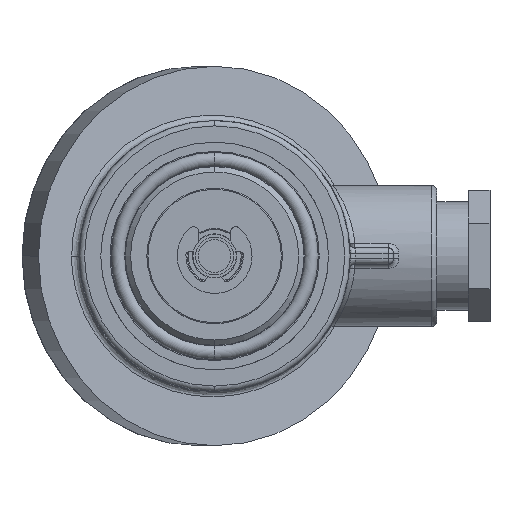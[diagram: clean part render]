
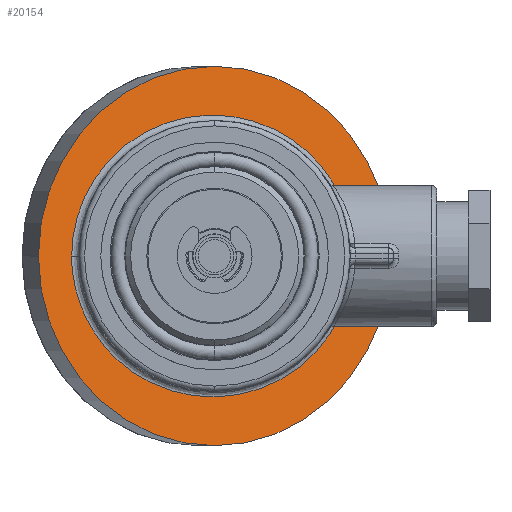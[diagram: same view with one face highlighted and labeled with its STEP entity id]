
A CAD part, front view. The second image highlights one B-rep face of the part: STEP entity #20154.
In plain terms, the highlighted planar face has unit normal (0.371, -0.928, 0).
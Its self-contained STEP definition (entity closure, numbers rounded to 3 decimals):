
#333 = ORIENTED_EDGE ( 'NONE', *, *, #4799, .F. ) ;
#341 = CARTESIAN_POINT ( 'NONE',  ( -26.371, 55.451, -52. ) ) ;
#1010 = VERTEX_POINT ( 'NONE', #7311 ) ;
#2203 =( BOUNDED_CURVE ( )  B_SPLINE_CURVE ( 3, ( #3326, #4834, #15304, #3428 ),
 .UNSPECIFIED., .F., .F. ) 
 B_SPLINE_CURVE_WITH_KNOTS ( ( 4, 4 ),
 ( 3.142, 6.283 ),
 .UNSPECIFIED. ) 
 CURVE ( )  GEOMETRIC_REPRESENTATION_ITEM ( )  RATIONAL_B_SPLINE_CURVE ( ( 1., 0.333, 0.333, 1. ) ) 
 REPRESENTATION_ITEM ( '' )  );
#2483 = ORIENTED_EDGE ( 'NONE', *, *, #7397, .T. ) ;
#2531 = PLANE ( 'NONE',  #21770 ) ;
#2624 = DIRECTION ( 'NONE',  ( -0.371, 0.928, 0. ) ) ;
#2783 = EDGE_CURVE ( 'NONE', #1010, #10828, #11240, .T. ) ;
#3218 = EDGE_LOOP ( 'NONE', ( #2483, #5425 ) ) ;
#3326 = CARTESIAN_POINT ( 'NONE',  ( -26.371, 55.451, 0. ) ) ;
#3428 = CARTESIAN_POINT ( 'NONE',  ( 25.629, 76.251, 0. ) ) ;
#4222 = DIRECTION ( 'NONE',  ( -0.928, -0.371, 0. ) ) ;
#4226 = CARTESIAN_POINT ( 'NONE',  ( -26.371, 55.451, 0. ) ) ;
#4799 = EDGE_CURVE ( 'NONE', #10828, #1010, #18755, .T. ) ;
#4834 = CARTESIAN_POINT ( 'NONE',  ( -26.371, 55.451, 52. ) ) ;
#5169 =( BOUNDED_CURVE ( )  B_SPLINE_CURVE ( 3, ( #8711, #21041, #341, #17832 ),
 .UNSPECIFIED., .F., .F. ) 
 B_SPLINE_CURVE_WITH_KNOTS ( ( 4, 4 ),
 ( 0., 3.142 ),
 .UNSPECIFIED. ) 
 CURVE ( )  GEOMETRIC_REPRESENTATION_ITEM ( )  RATIONAL_B_SPLINE_CURVE ( ( 1., 0.333, 0.333, 1. ) ) 
 REPRESENTATION_ITEM ( '' )  );
#5425 = ORIENTED_EDGE ( 'NONE', *, *, #14136, .T. ) ;
#5560 = VERTEX_POINT ( 'NONE', #4226 ) ;
#5879 = CARTESIAN_POINT ( 'NONE',  ( 0., 66., 0. ) ) ;
#7311 = CARTESIAN_POINT ( 'NONE',  ( 32.497, 78.999, 0. ) ) ;
#7397 = EDGE_CURVE ( 'NONE', #18298, #5560, #5169, .T. ) ;
#7683 = CARTESIAN_POINT ( 'NONE',  ( 0., 66., 0. ) ) ;
#8711 = CARTESIAN_POINT ( 'NONE',  ( 25.629, 76.251, 0. ) ) ;
#9402 = DIRECTION ( 'NONE',  ( -0.928, -0.371, 0. ) ) ;
#9522 = DIRECTION ( 'NONE',  ( -0.371, 0.928, 0. ) ) ;
#9728 = FACE_OUTER_BOUND ( 'NONE', #20193, .T. ) ;
#10828 = VERTEX_POINT ( 'NONE', #20352 ) ;
#11098 = CARTESIAN_POINT ( 'NONE',  ( 0., 66., 0. ) ) ;
#11240 = CIRCLE ( 'NONE', #11980, 35. ) ;
#11980 = AXIS2_PLACEMENT_3D ( 'NONE', #5879, #16672, #14711 ) ;
#13549 = CARTESIAN_POINT ( 'NONE',  ( 25.629, 76.251, 0. ) ) ;
#14136 = EDGE_CURVE ( 'NONE', #5560, #18298, #2203, .T. ) ;
#14344 = AXIS2_PLACEMENT_3D ( 'NONE', #7683, #2624, #4222 ) ;
#14711 = DIRECTION ( 'NONE',  ( -0.928, -0.371, 0. ) ) ;
#15304 = CARTESIAN_POINT ( 'NONE',  ( 25.629, 76.251, 52. ) ) ;
#16672 = DIRECTION ( 'NONE',  ( -0.371, 0.928, 0. ) ) ;
#17832 = CARTESIAN_POINT ( 'NONE',  ( -26.371, 55.451, 0. ) ) ;
#18298 = VERTEX_POINT ( 'NONE', #13549 ) ;
#18386 = ORIENTED_EDGE ( 'NONE', *, *, #2783, .F. ) ;
#18755 = CIRCLE ( 'NONE', #14344, 35. ) ;
#20154 = ADVANCED_FACE ( 'NONE', ( #21616, #9728 ), #2531, .F. ) ;
#20193 = EDGE_LOOP ( 'NONE', ( #333, #18386 ) ) ;
#20352 = CARTESIAN_POINT ( 'NONE',  ( -32.497, 53.001, 0. ) ) ;
#21041 = CARTESIAN_POINT ( 'NONE',  ( 25.629, 76.251, -52. ) ) ;
#21616 = FACE_BOUND ( 'NONE', #3218, .T. ) ;
#21770 = AXIS2_PLACEMENT_3D ( 'NONE', #11098, #9522, #9402 ) ;
